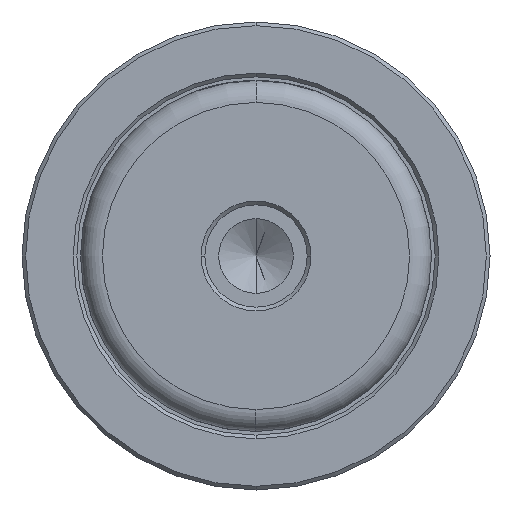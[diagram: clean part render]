
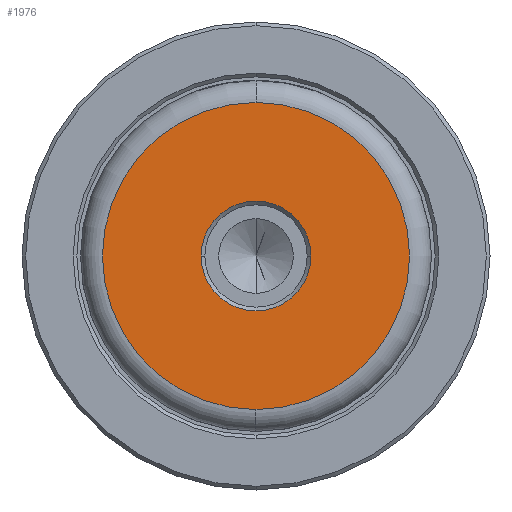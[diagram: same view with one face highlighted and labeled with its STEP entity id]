
A CAD part, left-side view. The second image highlights one B-rep face of the part: STEP entity #1976.
In plain terms, the highlighted planar face has unit normal (-1, 0, 0).
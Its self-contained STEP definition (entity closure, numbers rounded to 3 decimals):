
#98 = DIRECTION ( 'NONE',  ( -1., 0., 0. ) ) ;
#152 = CARTESIAN_POINT ( 'NONE',  ( 0., 0., 20.997 ) ) ;
#200 = CARTESIAN_POINT ( 'NONE',  ( 0., -7.5, 0. ) ) ;
#249 = EDGE_CURVE ( 'NONE', #2218, #2042, #1184, .T. ) ;
#255 = DIRECTION ( 'NONE',  ( -1., 0., 0. ) ) ;
#290 = AXIS2_PLACEMENT_3D ( 'NONE', #1562, #421, #1754 ) ;
#303 = CARTESIAN_POINT ( 'NONE',  ( 0., 7.5, 0. ) ) ;
#307 = EDGE_CURVE ( 'NONE', #2042, #2218, #1509, .T. ) ;
#317 = AXIS2_PLACEMENT_3D ( 'NONE', #1243, #98, #1426 ) ;
#382 = CARTESIAN_POINT ( 'NONE',  ( 0., 0., 0. ) ) ;
#421 = DIRECTION ( 'NONE',  ( 1., 0., 0. ) ) ;
#456 = CARTESIAN_POINT ( 'NONE',  ( 0., 0., 0. ) ) ;
#482 = AXIS2_PLACEMENT_3D ( 'NONE', #382, #1718, #590 ) ;
#590 = DIRECTION ( 'NONE',  ( 0., 0., 1. ) ) ;
#634 = ORIENTED_EDGE ( 'NONE', *, *, #1854, .T. ) ;
#662 = DIRECTION ( 'NONE',  ( 0., 0., 1. ) ) ;
#989 = ORIENTED_EDGE ( 'NONE', *, *, #307, .T. ) ;
#990 = ORIENTED_EDGE ( 'NONE', *, *, #2308, .T. ) ;
#1048 = ORIENTED_EDGE ( 'NONE', *, *, #249, .T. ) ;
#1060 = AXIS2_PLACEMENT_3D ( 'NONE', #2339, #255, #1590 ) ;
#1108 = EDGE_LOOP ( 'NONE', ( #634, #990 ) ) ;
#1125 = FACE_OUTER_BOUND ( 'NONE', #1925, .T. ) ;
#1181 = FACE_BOUND ( 'NONE', #1108, .T. ) ;
#1184 = CIRCLE ( 'NONE', #1884, 20.997 ) ;
#1237 = CARTESIAN_POINT ( 'NONE',  ( 0., 0., -20.997 ) ) ;
#1243 = CARTESIAN_POINT ( 'NONE',  ( 0., 0., 0. ) ) ;
#1353 = CIRCLE ( 'NONE', #290, 7.5 ) ;
#1426 = DIRECTION ( 'NONE',  ( 0., 0., 1. ) ) ;
#1509 = CIRCLE ( 'NONE', #317, 20.997 ) ;
#1562 = CARTESIAN_POINT ( 'NONE',  ( 0., 0., 0. ) ) ;
#1590 = DIRECTION ( 'NONE',  ( 0., 0., 1. ) ) ;
#1718 = DIRECTION ( 'NONE',  ( 1., 0., 0. ) ) ;
#1754 = DIRECTION ( 'NONE',  ( 0., 0., 1. ) ) ;
#1785 = DIRECTION ( 'NONE',  ( -1., 0., 0. ) ) ;
#1854 = EDGE_CURVE ( 'NONE', #2464, #2122, #1353, .T. ) ;
#1884 = AXIS2_PLACEMENT_3D ( 'NONE', #456, #1785, #662 ) ;
#1925 = EDGE_LOOP ( 'NONE', ( #1048, #989 ) ) ;
#1953 = PLANE ( 'NONE',  #1060 ) ;
#1976 = ADVANCED_FACE ( 'NONE', ( #1181, #1125 ), #1953, .T. ) ;
#2042 = VERTEX_POINT ( 'NONE', #1237 ) ;
#2122 = VERTEX_POINT ( 'NONE', #303 ) ;
#2218 = VERTEX_POINT ( 'NONE', #152 ) ;
#2308 = EDGE_CURVE ( 'NONE', #2122, #2464, #2315, .T. ) ;
#2315 = CIRCLE ( 'NONE', #482, 7.5 ) ;
#2339 = CARTESIAN_POINT ( 'NONE',  ( 0., 0., 0. ) ) ;
#2464 = VERTEX_POINT ( 'NONE', #200 ) ;
